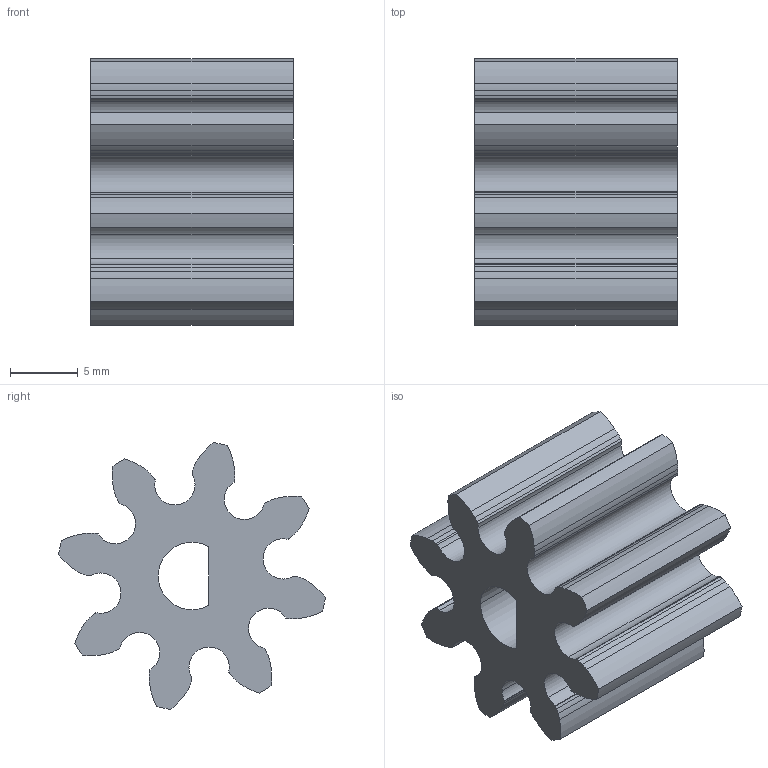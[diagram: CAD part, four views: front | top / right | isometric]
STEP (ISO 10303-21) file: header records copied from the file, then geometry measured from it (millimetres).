
FILE_DESCRIPTION(('STEP AP214'),'1');
FILE_NAME('cctmp_2C04872F-8046-4057-96F9-FA63AF2C3ED7_2025_02_23_17_56_29_0733_90216..stp','2025-02-23T16:56:29',('igus GmbH'),('CADClick - www.CADClick.com'),'Spatial InterOp 3D',' ','unknown authorization');
FILE_SCHEMA(('AUTOMOTIVE_DESIGN'));
Length unit declared in the file: millimetre
Products named in the file (1): 2025_02_23_17_56_29_0717
Bounding box: 15 x 19.75 x 19.75 mm (x, y, z)
Volume: 2538 mm3; surface area: 2074.9 mm2
Topology: 1 solids, 1 shells, 109 faces, 321 edges, 214 vertices
Faces by surface type: cylinder 106, plane 3
Entity records: 4667 total; most frequent: DIRECTION 753, CARTESIAN_POINT 645, ORIENTED_EDGE 642, AXIS2_PLACEMENT_3D 322, EDGE_CURVE 321, VERTEX_POINT 214, CIRCLE 212, EDGE_LOOP 111
